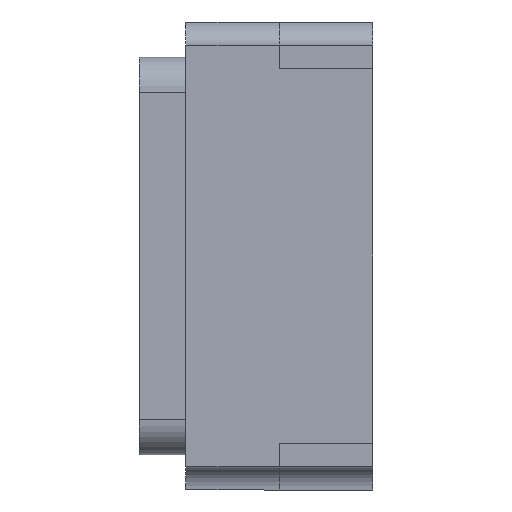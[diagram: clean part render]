
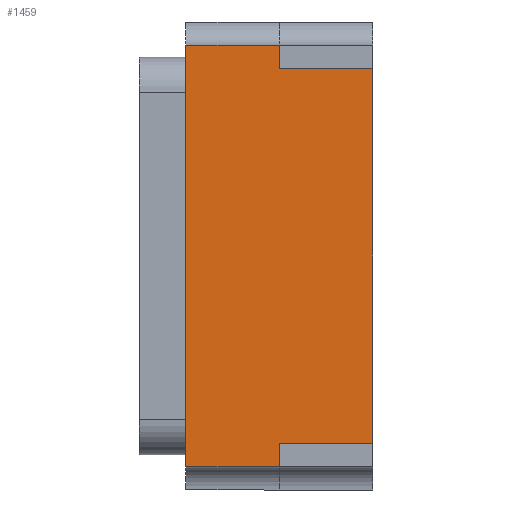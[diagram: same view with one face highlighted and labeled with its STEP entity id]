
A CAD part, left-side view. The second image highlights one B-rep face of the part: STEP entity #1459.
In plain terms, the highlighted planar face has unit normal (-1, 0, 0).
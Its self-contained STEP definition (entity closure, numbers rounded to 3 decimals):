
#111 = CARTESIAN_POINT ( 'NONE',  ( -1.25, 0.4, -0.9 ) ) ;
#115 = LINE ( 'NONE', #3848, #856 ) ;
#192 = CARTESIAN_POINT ( 'NONE',  ( -1.25, 0.4, 0.8 ) ) ;
#217 = VECTOR ( 'NONE', #3927, 1000. ) ;
#268 = LINE ( 'NONE', #2489, #1042 ) ;
#320 = CARTESIAN_POINT ( 'NONE',  ( -1.25, 0.8, 0. ) ) ;
#362 = DIRECTION ( 'NONE',  ( -1., 0., 0. ) ) ;
#399 = CARTESIAN_POINT ( 'NONE',  ( -1.25, 0.8, 0. ) ) ;
#403 = DIRECTION ( 'NONE',  ( 0., -1., 0. ) ) ;
#414 = CARTESIAN_POINT ( 'NONE',  ( -1.25, 0.4, 0.9 ) ) ;
#628 = ORIENTED_EDGE ( 'NONE', *, *, #1052, .T. ) ;
#681 = EDGE_CURVE ( 'NONE', #900, #3428, #268, .T. ) ;
#691 = CARTESIAN_POINT ( 'NONE',  ( -1.25, 0.4, 0.8 ) ) ;
#856 = VECTOR ( 'NONE', #3539, 1000. ) ;
#900 = VERTEX_POINT ( 'NONE', #3441 ) ;
#927 = DIRECTION ( 'NONE',  ( 0., 0., -1. ) ) ;
#939 = VECTOR ( 'NONE', #1933, 1000. ) ;
#948 = EDGE_CURVE ( 'NONE', #997, #3104, #1227, .T. ) ;
#997 = VERTEX_POINT ( 'NONE', #1995 ) ;
#1000 = DIRECTION ( 'NONE',  ( 0., 0., 1. ) ) ;
#1042 = VECTOR ( 'NONE', #927, 1000. ) ;
#1044 = AXIS2_PLACEMENT_3D ( 'NONE', #399, #362, #1886 ) ;
#1052 = EDGE_CURVE ( 'NONE', #2104, #3428, #3852, .T. ) ;
#1104 = EDGE_CURVE ( 'NONE', #3104, #2104, #2570, .T. ) ;
#1227 = LINE ( 'NONE', #3792, #1761 ) ;
#1259 = CARTESIAN_POINT ( 'NONE',  ( -1.25, 0.8, 0.9 ) ) ;
#1293 = ORIENTED_EDGE ( 'NONE', *, *, #1104, .T. ) ;
#1432 = LINE ( 'NONE', #3381, #217 ) ;
#1459 = ADVANCED_FACE ( 'NONE', ( #2281 ), #3880, .T. ) ;
#1518 = EDGE_CURVE ( 'NONE', #1924, #900, #115, .T. ) ;
#1761 = VECTOR ( 'NONE', #2207, 1000. ) ;
#1816 = CARTESIAN_POINT ( 'NONE',  ( -1.25, 0.4, -0.8 ) ) ;
#1886 = DIRECTION ( 'NONE',  ( 0., 0., 1. ) ) ;
#1924 = VERTEX_POINT ( 'NONE', #192 ) ;
#1933 = DIRECTION ( 'NONE',  ( 0., 0., 1. ) ) ;
#1995 = CARTESIAN_POINT ( 'NONE',  ( -1.25, 0.8, -0.9 ) ) ;
#2104 = VERTEX_POINT ( 'NONE', #1816 ) ;
#2207 = DIRECTION ( 'NONE',  ( 0., -1., 0. ) ) ;
#2224 = LINE ( 'NONE', #691, #939 ) ;
#2229 = VECTOR ( 'NONE', #403, 1000. ) ;
#2281 = FACE_OUTER_BOUND ( 'NONE', #3858, .T. ) ;
#2306 = EDGE_CURVE ( 'NONE', #2971, #3749, #1432, .T. ) ;
#2359 = ORIENTED_EDGE ( 'NONE', *, *, #681, .F. ) ;
#2473 = EDGE_CURVE ( 'NONE', #2971, #997, #2525, .T. ) ;
#2489 = CARTESIAN_POINT ( 'NONE',  ( -1.25, 0., 0. ) ) ;
#2525 = LINE ( 'NONE', #320, #3968 ) ;
#2544 = ORIENTED_EDGE ( 'NONE', *, *, #2552, .T. ) ;
#2545 = ORIENTED_EDGE ( 'NONE', *, *, #948, .T. ) ;
#2552 = EDGE_CURVE ( 'NONE', #1924, #3749, #2224, .T. ) ;
#2570 = LINE ( 'NONE', #3585, #3882 ) ;
#2971 = VERTEX_POINT ( 'NONE', #1259 ) ;
#3080 = ORIENTED_EDGE ( 'NONE', *, *, #2473, .T. ) ;
#3104 = VERTEX_POINT ( 'NONE', #111 ) ;
#3255 = CARTESIAN_POINT ( 'NONE',  ( -1.25, 0., -0.8 ) ) ;
#3381 = CARTESIAN_POINT ( 'NONE',  ( -1.25, 0.8, 0.9 ) ) ;
#3400 = DIRECTION ( 'NONE',  ( 0., 0., -1. ) ) ;
#3428 = VERTEX_POINT ( 'NONE', #3255 ) ;
#3441 = CARTESIAN_POINT ( 'NONE',  ( -1.25, 0., 0.8 ) ) ;
#3501 = CARTESIAN_POINT ( 'NONE',  ( -1.25, 0.4, -0.8 ) ) ;
#3539 = DIRECTION ( 'NONE',  ( 0., -1., 0. ) ) ;
#3585 = CARTESIAN_POINT ( 'NONE',  ( -1.25, 0.4, -0.8 ) ) ;
#3634 = ORIENTED_EDGE ( 'NONE', *, *, #1518, .F. ) ;
#3749 = VERTEX_POINT ( 'NONE', #414 ) ;
#3792 = CARTESIAN_POINT ( 'NONE',  ( -1.25, 0.8, -0.9 ) ) ;
#3848 = CARTESIAN_POINT ( 'NONE',  ( -1.25, 0.4, 0.8 ) ) ;
#3852 = LINE ( 'NONE', #3501, #2229 ) ;
#3858 = EDGE_LOOP ( 'NONE', ( #1293, #628, #2359, #3634, #2544, #3932, #3080, #2545 ) ) ;
#3880 = PLANE ( 'NONE',  #1044 ) ;
#3882 = VECTOR ( 'NONE', #1000, 1000. ) ;
#3927 = DIRECTION ( 'NONE',  ( 0., -1., 0. ) ) ;
#3932 = ORIENTED_EDGE ( 'NONE', *, *, #2306, .F. ) ;
#3968 = VECTOR ( 'NONE', #3400, 1000. ) ;
